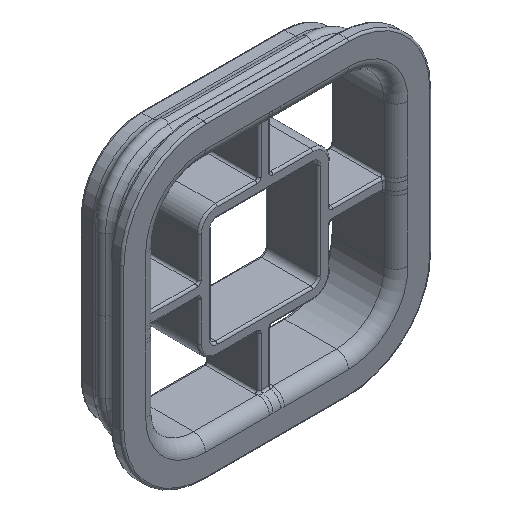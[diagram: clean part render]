
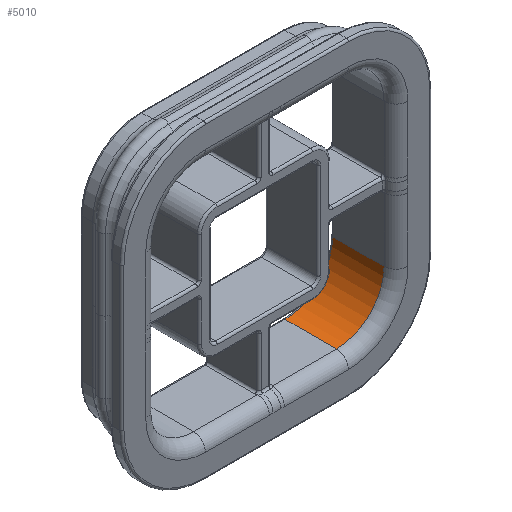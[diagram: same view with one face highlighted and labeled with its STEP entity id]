
A CAD part, isometric view. The second image highlights one B-rep face of the part: STEP entity #5010.
In plain terms, the highlighted cylindrical face has radius 8 mm (diameter 16 mm), a partial arc.
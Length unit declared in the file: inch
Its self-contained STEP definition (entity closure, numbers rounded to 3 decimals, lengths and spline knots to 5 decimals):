
#165 = DIRECTION ( 'NONE',  ( 0., -1., 0. ) ) ;
#1210 = EDGE_CURVE ( 'NONE', #4779, #6867, #6539, .T. ) ;
#1366 = CARTESIAN_POINT ( 'NONE',  ( 0.47244, 0.16339, -0.7874 ) ) ;
#1620 = CARTESIAN_POINT ( 'NONE',  ( 0.47244, -0.17717, -0.7874 ) ) ;
#2136 = VERTEX_POINT ( 'NONE', #1366 ) ;
#2570 = DIRECTION ( 'NONE',  ( 0., 1., 0. ) ) ;
#2722 = CARTESIAN_POINT ( 'NONE',  ( 0.47244, 0.16339, -0.47244 ) ) ;
#2816 = CARTESIAN_POINT ( 'NONE',  ( 0.7874, 0.17717, -0.47244 ) ) ;
#3544 = CARTESIAN_POINT ( 'NONE',  ( 0.7874, 0.16339, -0.47244 ) ) ;
#3555 = EDGE_LOOP ( 'NONE', ( #7133, #4330, #4422, #4231 ) ) ;
#3705 = CARTESIAN_POINT ( 'NONE',  ( 0.7874, -0.17717, -0.47244 ) ) ;
#3931 = EDGE_CURVE ( 'NONE', #2136, #4779, #7067, .T. ) ;
#4003 = DIRECTION ( 'NONE',  ( 0., -1., 0. ) ) ;
#4017 = DIRECTION ( 'NONE',  ( 0., 0., -1. ) ) ;
#4026 = DIRECTION ( 'NONE',  ( 0., -1., 0. ) ) ;
#4231 = ORIENTED_EDGE ( 'NONE', *, *, #5850, .T. ) ;
#4268 = DIRECTION ( 'NONE',  ( 0., 0., 1. ) ) ;
#4330 = ORIENTED_EDGE ( 'NONE', *, *, #1210, .T. ) ;
#4341 = CARTESIAN_POINT ( 'NONE',  ( 0.47244, -0.17717, -0.47244 ) ) ;
#4422 = ORIENTED_EDGE ( 'NONE', *, *, #7231, .F. ) ;
#4523 = VECTOR ( 'NONE', #4026, 39.37008 ) ;
#4635 = LINE ( 'NONE', #2816, #4523 ) ;
#4779 = VERTEX_POINT ( 'NONE', #1620 ) ;
#4999 = AXIS2_PLACEMENT_3D ( 'NONE', #4341, #6225, #4268 ) ;
#5010 = ADVANCED_FACE ( 'NONE', ( #7714 ), #6302, .F. ) ;
#5134 = DIRECTION ( 'NONE',  ( 0., 0., -1. ) ) ;
#5223 = VECTOR ( 'NONE', #4003, 39.37008 ) ;
#5733 = AXIS2_PLACEMENT_3D ( 'NONE', #6379, #165, #5134 ) ;
#5850 = EDGE_CURVE ( 'NONE', #7215, #2136, #6836, .T. ) ;
#6225 = DIRECTION ( 'NONE',  ( 0., -1., 0. ) ) ;
#6302 = CYLINDRICAL_SURFACE ( 'NONE', #5733, 0.31496 ) ;
#6379 = CARTESIAN_POINT ( 'NONE',  ( 0.47244, 0.17717, -0.47244 ) ) ;
#6539 = CIRCLE ( 'NONE', #4999, 0.31496 ) ;
#6836 = CIRCLE ( 'NONE', #7479, 0.31496 ) ;
#6867 = VERTEX_POINT ( 'NONE', #3705 ) ;
#7067 = LINE ( 'NONE', #7506, #5223 ) ;
#7133 = ORIENTED_EDGE ( 'NONE', *, *, #3931, .T. ) ;
#7215 = VERTEX_POINT ( 'NONE', #3544 ) ;
#7231 = EDGE_CURVE ( 'NONE', #7215, #6867, #4635, .T. ) ;
#7479 = AXIS2_PLACEMENT_3D ( 'NONE', #2722, #2570, #4017 ) ;
#7506 = CARTESIAN_POINT ( 'NONE',  ( 0.47244, 0.17717, -0.7874 ) ) ;
#7714 = FACE_OUTER_BOUND ( 'NONE', #3555, .T. ) ;
